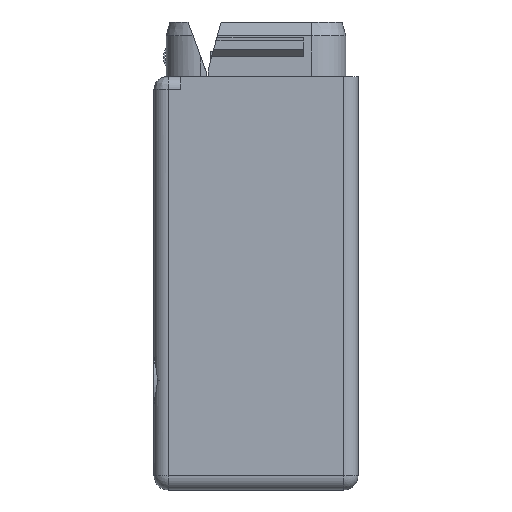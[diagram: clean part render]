
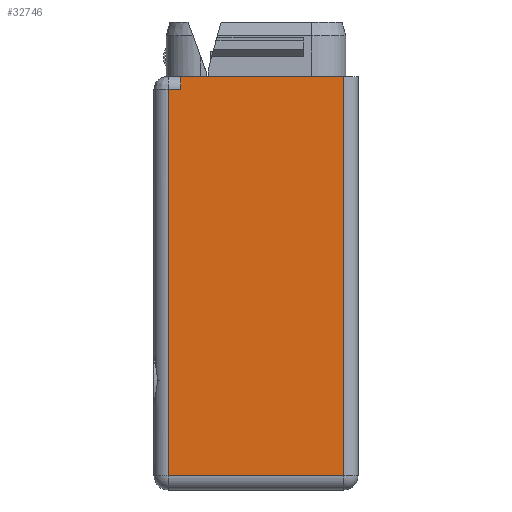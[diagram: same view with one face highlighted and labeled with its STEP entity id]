
A CAD part, left-side view. The second image highlights one B-rep face of the part: STEP entity #32746.
In plain terms, the highlighted planar face has unit normal (-1, 0, 0).
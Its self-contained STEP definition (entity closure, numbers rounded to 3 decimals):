
#95=DIRECTION('',(0.,1.,0.));
#96=VECTOR('',#95,11.93);
#97=CARTESIAN_POINT('',(-22.25,-6.43,0.));
#98=LINE('',#97,#96);
#104=DIRECTION('',(0.,0.,-1.));
#105=VECTOR('',#104,0.94);
#106=CARTESIAN_POINT('',(-22.25,5.5,0.));
#107=LINE('',#106,#105);
#108=DIRECTION('',(0.,1.,0.));
#109=VECTOR('',#108,0.93);
#110=CARTESIAN_POINT('',(-22.25,5.5,-0.94));
#111=LINE('',#110,#109);
#121=DIRECTION('',(0.,-1.,0.));
#122=VECTOR('',#121,12.86);
#123=CARTESIAN_POINT('',(-22.25,6.43,-29.25));
#124=LINE('',#123,#122);
#24789=DIRECTION('',(0.,0.,-1.));
#24790=VECTOR('',#24789,28.31);
#24791=CARTESIAN_POINT('',(-22.25,6.43,-0.94));
#24792=LINE('',#24791,#24790);
#25373=DIRECTION('',(0.,0.,1.));
#25374=VECTOR('',#25373,29.25);
#25375=CARTESIAN_POINT('',(-22.25,-6.43,-29.25));
#25376=LINE('',#25375,#25374);
#27840=CARTESIAN_POINT('',(-22.25,-6.43,-29.25));
#27841=CARTESIAN_POINT('',(-22.25,-6.43,0.));
#27842=VERTEX_POINT('',#27840);
#27843=VERTEX_POINT('',#27841);
#27854=CARTESIAN_POINT('',(-22.25,5.5,0.));
#27855=VERTEX_POINT('',#27854);
#29019=CARTESIAN_POINT('',(-22.25,6.43,-29.25));
#29020=VERTEX_POINT('',#29019);
#29025=CARTESIAN_POINT('',(-22.25,6.43,-0.94));
#29027=VERTEX_POINT('',#29025);
#29672=CARTESIAN_POINT('',(-22.25,5.5,-0.94));
#29674=VERTEX_POINT('',#29672);
#32730=CARTESIAN_POINT('',(-22.25,-7.48,0.));
#32731=DIRECTION('',(-1.,0.,0.));
#32732=DIRECTION('',(0.,1.,0.));
#32733=AXIS2_PLACEMENT_3D('',#32730,#32731,#32732);
#32734=PLANE('',#32733);
#32736=ORIENTED_EDGE('',*,*,#32735,.F.);
#32738=ORIENTED_EDGE('',*,*,#32737,.F.);
#32739=ORIENTED_EDGE('',*,*,#32722,.F.);
#32740=ORIENTED_EDGE('',*,*,#32711,.F.);
#32741=ORIENTED_EDGE('',*,*,#32698,.F.);
#32743=ORIENTED_EDGE('',*,*,#32742,.F.);
#32744=EDGE_LOOP('',(#32736,#32738,#32739,#32740,#32741,#32743));
#32745=FACE_OUTER_BOUND('',#32744,.F.);
#32746=ADVANCED_FACE('',(#32745),#32734,.T.);
#32698=EDGE_CURVE('',#27843,#27855,#98,.T.);
#32711=EDGE_CURVE('',#27855,#29674,#107,.T.);
#32722=EDGE_CURVE('',#29674,#29027,#111,.T.);
#32735=EDGE_CURVE('',#29020,#27842,#124,.T.);
#32737=EDGE_CURVE('',#29027,#29020,#24792,.T.);
#32742=EDGE_CURVE('',#27842,#27843,#25376,.T.);
